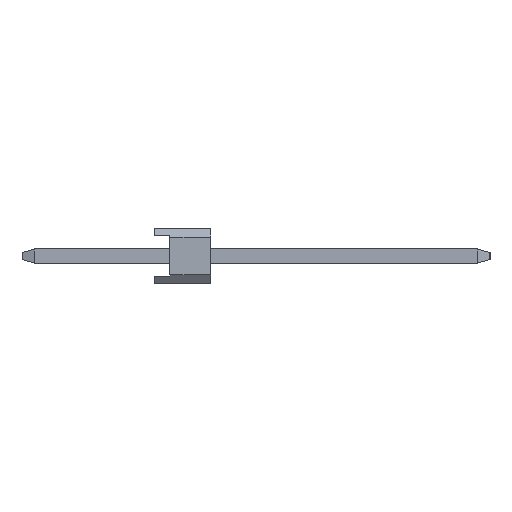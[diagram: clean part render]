
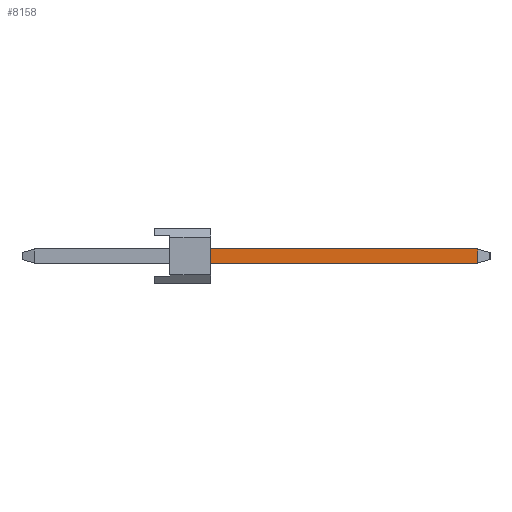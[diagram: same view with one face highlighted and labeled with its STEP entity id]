
A CAD part, left-side view. The second image highlights one B-rep face of the part: STEP entity #8158.
In plain terms, the highlighted planar face has unit normal (-1, 0, 0).
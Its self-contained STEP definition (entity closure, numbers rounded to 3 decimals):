
#2840=EDGE_CURVE('',#5878,#5350,#8388,.T.);
#3100=EDGE_CURVE('',#5016,#5878,#8670,.T.);
#3178=EDGE_CURVE('',#7740,#5016,#8756,.T.);
#4704=EDGE_CURVE('',#5350,#7740,#10406,.T.);
#5016=VERTEX_POINT('',#10751);
#5350=VERTEX_POINT('',#11120);
#5878=VERTEX_POINT('',#11718);
#7740=VERTEX_POINT('',#13807);
#8158=ADVANCED_FACE('',(#14264),#14265,.T.);
#8388=LINE('',#14520,#14521);
#8670=LINE('',#14950,#14951);
#8756=LINE('',#15082,#15083);
#10406=LINE('',#17518,#17519);
#10751=CARTESIAN_POINT('',(-21.91,-2.54,0.32));
#11120=CARTESIAN_POINT('',(-21.91,-14.594,-0.32));
#11718=CARTESIAN_POINT('',(-21.91,-14.594,0.32));
#13807=CARTESIAN_POINT('',(-21.91,-2.54,-0.32));
#14264=FACE_OUTER_BOUND('',#23019,.T.);
#14265=PLANE('',#23020);
#14520=CARTESIAN_POINT('',(-21.91,-14.594,0.5));
#14521=VECTOR('',#23330,1.0);
#14950=CARTESIAN_POINT('',(-21.91,-4.59,0.32));
#14951=VECTOR('',#23584,1.0);
#15082=CARTESIAN_POINT('',(-21.91,-2.54,0.252));
#15083=VECTOR('',#23677,1.0);
#17518=CARTESIAN_POINT('',(-21.91,5.414,-0.32));
#17519=VECTOR('',#25102,1.0);
#23019=EDGE_LOOP('',(#29377,#29378,#29379,#29380));
#23020=AXIS2_PLACEMENT_3D('',#29381,#29382,#29383);
#23330=DIRECTION('',(0.0,0.,-1.0));
#23584=DIRECTION('',(0.,-1.0,0.));
#23677=DIRECTION('',(0.,0.,1.0));
#25102=DIRECTION('',(0.,1.0,0.));
#29377=ORIENTED_EDGE('',*,*,#3178,.F.);
#29378=ORIENTED_EDGE('',*,*,#4704,.F.);
#29379=ORIENTED_EDGE('',*,*,#2840,.F.);
#29380=ORIENTED_EDGE('',*,*,#3100,.F.);
#29381=CARTESIAN_POINT('',(-21.91,5.414,0.5));
#29382=DIRECTION('',(-1.0,0.,0.));
#29383=DIRECTION('',(0.,1.0,0.));
